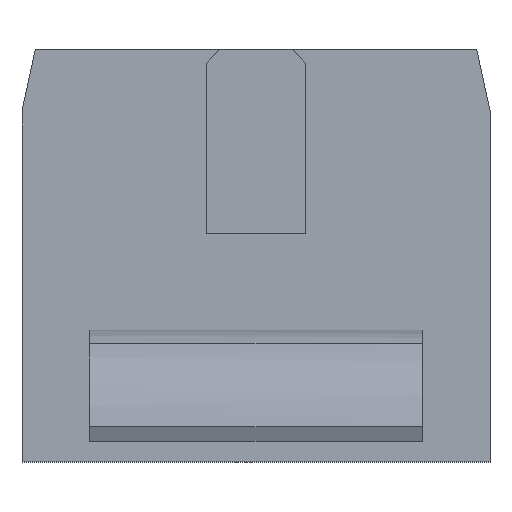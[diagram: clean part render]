
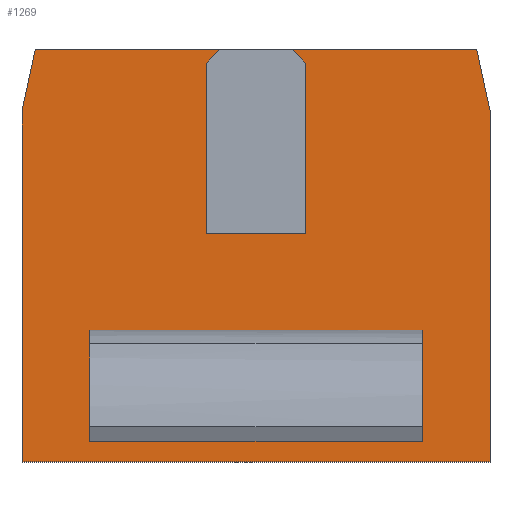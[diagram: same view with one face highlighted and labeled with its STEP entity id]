
A CAD part, top view. The second image highlights one B-rep face of the part: STEP entity #1269.
In plain terms, the highlighted planar face has unit normal (0, 0, 1).
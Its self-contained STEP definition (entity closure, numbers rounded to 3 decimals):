
#25=FACE_BOUND('',#146,.T.);
#38=B_SPLINE_CURVE_WITH_KNOTS('',3,(#1737,#1738,#1739,#1740),
 .UNSPECIFIED.,.F.,.F.,(4,4),(-1.25,0.),
 .UNSPECIFIED.);
#71=FACE_OUTER_BOUND('',#145,.T.);
#145=EDGE_LOOP('',(#842,#843,#844,#845,#846,#847,#848,#849,#850,#851,#852,
#853));
#146=EDGE_LOOP('',(#854,#855,#856,#857));
#231=LINE('',#1705,#382);
#235=LINE('',#1713,#386);
#236=LINE('',#1715,#387);
#237=LINE('',#1717,#388);
#238=LINE('',#1719,#389);
#239=LINE('',#1721,#390);
#240=LINE('',#1723,#391);
#241=LINE('',#1725,#392);
#242=LINE('',#1727,#393);
#243=LINE('',#1729,#394);
#244=LINE('',#1731,#395);
#245=LINE('',#1732,#396);
#246=LINE('',#1735,#397);
#247=LINE('',#1742,#398);
#248=LINE('',#1743,#399);
#382=VECTOR('',#1424,2.354);
#386=VECTOR('',#1430,13.2);
#387=VECTOR('',#1431,17.6);
#388=VECTOR('',#1432,13.2);
#389=VECTOR('',#1433,2.354);
#390=VECTOR('',#1434,6.925);
#391=VECTOR('',#1435,0.707);
#392=VECTOR('',#1436,6.4);
#393=VECTOR('',#1437,3.75);
#394=VECTOR('',#1438,6.4);
#395=VECTOR('',#1439,0.707);
#396=VECTOR('',#1440,6.925);
#397=VECTOR('',#1441,10.);
#398=VECTOR('',#1442,10.);
#399=VECTOR('',#1443,12.5);
#533=VERTEX_POINT('',#1703);
#534=VERTEX_POINT('',#1704);
#537=VERTEX_POINT('',#1712);
#538=VERTEX_POINT('',#1714);
#539=VERTEX_POINT('',#1716);
#540=VERTEX_POINT('',#1718);
#541=VERTEX_POINT('',#1720);
#542=VERTEX_POINT('',#1722);
#543=VERTEX_POINT('',#1724);
#544=VERTEX_POINT('',#1726);
#545=VERTEX_POINT('',#1728);
#546=VERTEX_POINT('',#1730);
#547=VERTEX_POINT('',#1733);
#548=VERTEX_POINT('',#1734);
#549=VERTEX_POINT('',#1736);
#550=VERTEX_POINT('',#1741);
#655=EDGE_CURVE('',#533,#534,#231,.T.);
#659=EDGE_CURVE('',#534,#537,#235,.T.);
#660=EDGE_CURVE('',#538,#537,#236,.T.);
#661=EDGE_CURVE('',#539,#538,#237,.T.);
#662=EDGE_CURVE('',#539,#540,#238,.T.);
#663=EDGE_CURVE('',#540,#541,#239,.T.);
#664=EDGE_CURVE('',#541,#542,#240,.T.);
#665=EDGE_CURVE('',#543,#542,#241,.T.);
#666=EDGE_CURVE('',#544,#543,#242,.T.);
#667=EDGE_CURVE('',#545,#544,#243,.T.);
#668=EDGE_CURVE('',#545,#546,#244,.T.);
#669=EDGE_CURVE('',#546,#533,#245,.T.);
#670=EDGE_CURVE('',#547,#548,#246,.T.);
#671=EDGE_CURVE('',#549,#547,#38,.T.);
#672=EDGE_CURVE('',#550,#549,#247,.T.);
#673=EDGE_CURVE('',#548,#550,#248,.T.);
#842=ORIENTED_EDGE('',*,*,#655,.T.);
#843=ORIENTED_EDGE('',*,*,#659,.T.);
#844=ORIENTED_EDGE('',*,*,#660,.F.);
#845=ORIENTED_EDGE('',*,*,#661,.F.);
#846=ORIENTED_EDGE('',*,*,#662,.T.);
#847=ORIENTED_EDGE('',*,*,#663,.T.);
#848=ORIENTED_EDGE('',*,*,#664,.T.);
#849=ORIENTED_EDGE('',*,*,#665,.F.);
#850=ORIENTED_EDGE('',*,*,#666,.F.);
#851=ORIENTED_EDGE('',*,*,#667,.F.);
#852=ORIENTED_EDGE('',*,*,#668,.T.);
#853=ORIENTED_EDGE('',*,*,#669,.T.);
#854=ORIENTED_EDGE('',*,*,#670,.F.);
#855=ORIENTED_EDGE('',*,*,#671,.F.);
#856=ORIENTED_EDGE('',*,*,#672,.F.);
#857=ORIENTED_EDGE('',*,*,#673,.F.);
#1205=PLANE('',#1357);
#1269=ADVANCED_FACE('',(#71,#25),#1205,.T.);
#1357=AXIS2_PLACEMENT_3D('',#1711,#1428,#1429);
#1424=DIRECTION('',(-0.212,-0.977,0.));
#1428=DIRECTION('center_axis',(0.,0.,1.));
#1429=DIRECTION('ref_axis',(1.,0.,0.));
#1430=DIRECTION('',(0.,-1.,0.));
#1431=DIRECTION('',(-1.,0.,0.));
#1432=DIRECTION('',(0.,-1.,0.));
#1433=DIRECTION('',(-0.212,0.977,0.));
#1434=DIRECTION('',(-1.,0.,0.));
#1435=DIRECTION('',(0.707,-0.707,0.));
#1436=DIRECTION('',(0.,1.,0.));
#1437=DIRECTION('',(1.,0.,0.));
#1438=DIRECTION('',(0.,-1.,0.));
#1439=DIRECTION('',(0.707,0.707,0.));
#1440=DIRECTION('',(-1.,0.,0.));
#1441=DIRECTION('',(0.,-1.,0.));
#1442=DIRECTION('',(0.,1.,0.));
#1443=DIRECTION('',(1.,0.,0.));
#1703=CARTESIAN_POINT('',(-8.3,15.5,3.));
#1704=CARTESIAN_POINT('',(-8.8,13.2,3.));
#1705=CARTESIAN_POINT('',(-8.3,15.5,3.));
#1711=CARTESIAN_POINT('Origin',(-8.8,0.,3.));
#1712=CARTESIAN_POINT('',(-8.8,0.,3.));
#1713=CARTESIAN_POINT('',(-8.8,13.2,3.));
#1714=CARTESIAN_POINT('',(8.8,0.,3.));
#1715=CARTESIAN_POINT('',(8.8,0.,3.));
#1716=CARTESIAN_POINT('',(8.8,13.2,3.));
#1717=CARTESIAN_POINT('',(8.8,13.2,3.));
#1718=CARTESIAN_POINT('',(8.3,15.5,3.));
#1719=CARTESIAN_POINT('',(8.8,13.2,3.));
#1720=CARTESIAN_POINT('',(1.375,15.5,3.));
#1721=CARTESIAN_POINT('',(8.3,15.5,3.));
#1722=CARTESIAN_POINT('',(1.875,15.,3.));
#1723=CARTESIAN_POINT('',(1.375,15.5,3.));
#1724=CARTESIAN_POINT('',(1.875,8.6,3.));
#1725=CARTESIAN_POINT('',(1.875,8.6,3.));
#1726=CARTESIAN_POINT('',(-1.875,8.6,3.));
#1727=CARTESIAN_POINT('',(-1.875,8.6,3.));
#1728=CARTESIAN_POINT('',(-1.875,15.,3.));
#1729=CARTESIAN_POINT('',(-1.875,15.,3.));
#1730=CARTESIAN_POINT('',(-1.375,15.5,3.));
#1731=CARTESIAN_POINT('',(-1.875,15.,3.));
#1732=CARTESIAN_POINT('',(-1.375,15.5,3.));
#1733=CARTESIAN_POINT('',(-6.25,4.845,3.));
#1734=CARTESIAN_POINT('',(-6.25,4.241,3.));
#1735=CARTESIAN_POINT('',(-6.25,2.318,3.));
#1736=CARTESIAN_POINT('',(6.25,4.845,3.));
#1737=CARTESIAN_POINT('Ctrl Pts',(6.25,4.845,3.));
#1738=CARTESIAN_POINT('Ctrl Pts',(2.083,4.845,3.));
#1739=CARTESIAN_POINT('Ctrl Pts',(-2.083,4.845,3.));
#1740=CARTESIAN_POINT('Ctrl Pts',(-6.25,4.845,3.));
#1741=CARTESIAN_POINT('',(6.25,4.241,3.));
#1742=CARTESIAN_POINT('',(6.25,2.318,3.));
#1743=CARTESIAN_POINT('',(-6.25,4.241,3.));
